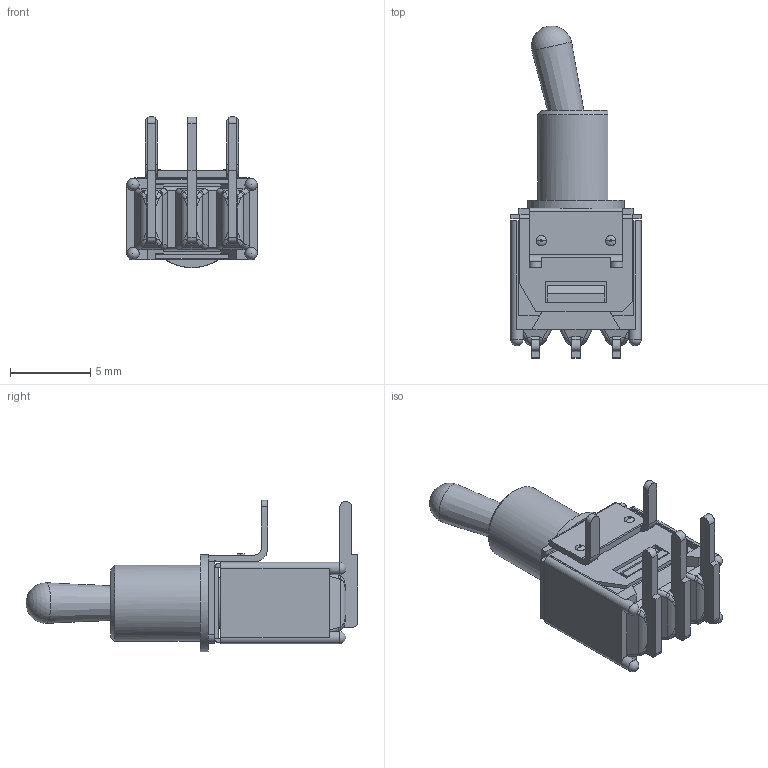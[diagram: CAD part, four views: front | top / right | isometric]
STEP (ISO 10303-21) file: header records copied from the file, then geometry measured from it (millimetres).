
FILE_DESCRIPTION( ( 'STEP AP214' ), '1' );
FILE_NAME( 'T101MH9AGE.stp', '2021-11-13T09:32:26', ( 'License CC BY-ND 4.0' ), ( 'CADENAS' ), ' ', 'PARTsolutions', ' ' );
FILE_SCHEMA( ( 'AUTOMOTIVE_DESIGN { 1 0 10303 214 1 1 1 1 }' ) );
Length unit declared in the file: inch
Products named in the file (3): T101MH9AGE; 1
Assembly tree (2 placements, depth 2):
  T101MH9AGE
    1
    1
Bounding box: 8.13 x 20.7 x 9.42 mm (x, y, z)
Volume: 39.1 mm3; surface area: 1144.7 mm2
Topology: 1 solids, 425 shells, 433 faces, 2402 edges, 2381 vertices
Faces by surface type: plane 295, cylinder 84, bspline 40, cone 6, sphere 6, torus 2
Full cylindrical faces by diameter (mm): 0.762 x4, 1.295 x1, 2.718 x1, 3.175 x1, 6.045 x1
Entity records: 25911 total; most frequent: CARTESIAN_POINT 8820, DIRECTION 3282, ORIENTED_EDGE 2374, VERTEX_POINT 2372, EDGE_CURVE 2366, LINE 1750, VECTOR 1750, AXIS2_PLACEMENT_3D 766
